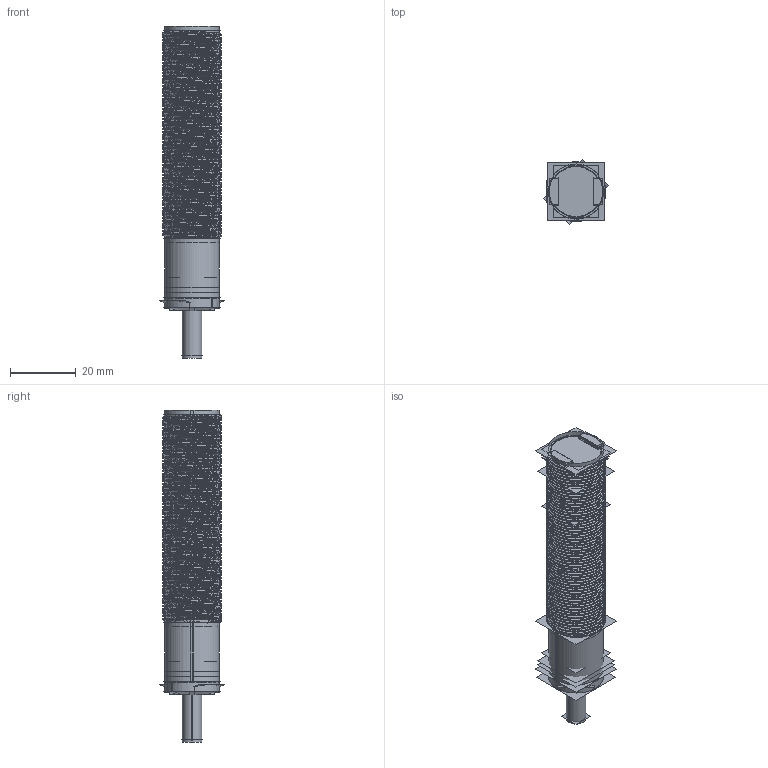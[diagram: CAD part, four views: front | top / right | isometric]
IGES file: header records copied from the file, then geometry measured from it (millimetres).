
Start section:  PTC IGES file: 155354.igs
Global section: file name: 155354.igs; native system: Creo Parametric by Parametric Technology Corporation; preprocessor: 2016010; author: pdmadmin; organization: Unknown; date: 20160425.153340; units: millimetre
Bounding box: 19.71 x 19.71 x 100.76 mm (x, y, z)
Volume: 7812.9 mm3; surface area: 307568.3 mm2
Topology: 6 solids, 6 shells, 1048 faces, 5358 edges, 6764 vertices
Faces by surface type: revolution 560, bspline 488
